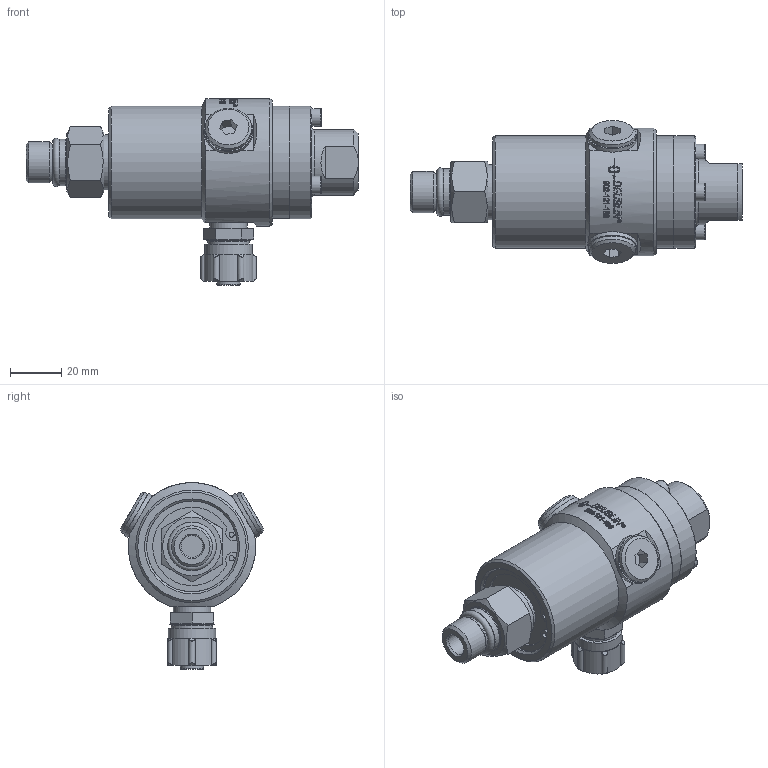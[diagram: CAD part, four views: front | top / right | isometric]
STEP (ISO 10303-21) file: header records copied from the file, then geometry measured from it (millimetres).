
FILE_DESCRIPTION(/* description */ (''),/* implementation_level */ '2;1');
FILE_NAME(/* name */ '902-121-188-IC.stp',/* time_stamp */ '2020-05-20T10:05:34-05:00',/* author */ ('dyurkovich'),/* organization */ (''),/* preprocessor_version */ 'ST-DEVELOPER v18',/* originating_system */ 'Autodesk Inventor 2020',/* authorisation */ '');
FILE_SCHEMA (('AUTOMOTIVE_DESIGN { 1 0 10303 214 3 1 1 }'));
Length unit declared in the file: millimetre
Products named in the file (1): 902-121-188-IC
Bounding box: 128.97 x 55.54 x 72.5 mm (x, y, z)
Volume: 152979.3 mm3; surface area: 23932.6 mm2
Topology: 2 solids, 7 shells, 515 faces, 1338 edges, 902 vertices
Faces by surface type: plane 195, bspline 170, cylinder 98, cone 38, torus 14
Full cylindrical faces by diameter (mm): 1.981 x2, 4.166 x3, 4.7 x3, 6.858 x3, 7.2 x3, 7.5 x2, 8 x1, 8.5 x1, 9 x1, 11.6 x1, 13.5 x3, 14.473 x1, 14.95 x1, 16 x2, 17.991 x1, 18 x2, 18.16 x1, 18.5 x1, 19 x2, 21.4 x1, 25.4 x1, 35.27 x1, 37.24 x1, 43.6 x1, 43.748 x1, 43.76 x1, 49.5 x1
Entity records: 54043 total; most frequent: CARTESIAN_POINT 41719, ORIENTED_EDGE 2670, DIRECTION 2191, EDGE_CURVE 1335, VERTEX_POINT 902, AXIS2_PLACEMENT_3D 839, EDGE_LOOP 597, FACE_OUTER_BOUND 515
